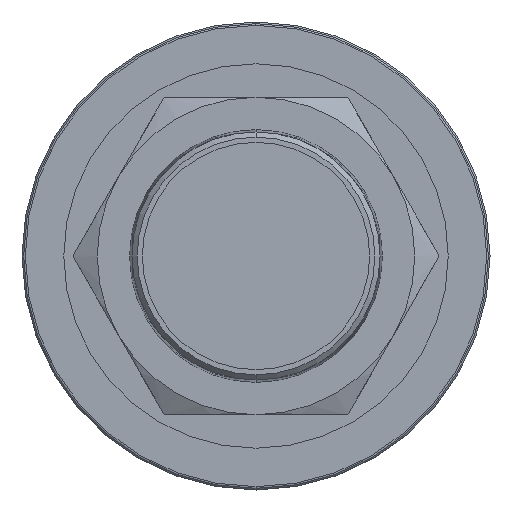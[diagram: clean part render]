
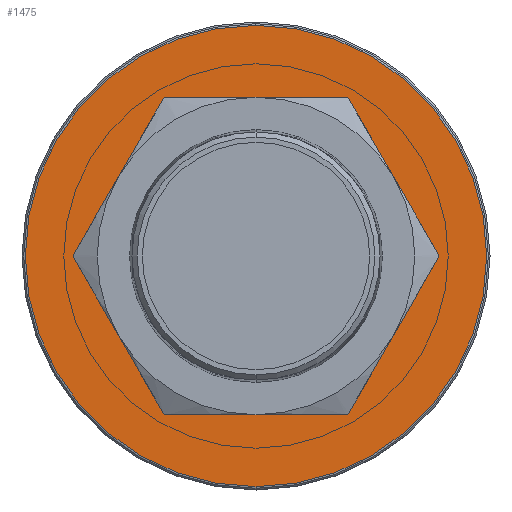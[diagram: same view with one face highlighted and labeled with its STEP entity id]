
A CAD part, front view. The second image highlights one B-rep face of the part: STEP entity #1475.
In plain terms, the highlighted planar face has unit normal (0, -1, 0).
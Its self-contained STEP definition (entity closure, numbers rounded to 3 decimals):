
#1203=CARTESIAN_POINT('',(0.,0.,0.));
#1204=DIRECTION('',(0.,1.,0.));
#1205=DIRECTION('',(0.,0.,1.));
#1206=AXIS2_PLACEMENT_3D('',#1203,#1204,#1205);
#1208=CARTESIAN_POINT('',(0.,0.,0.));
#1209=DIRECTION('',(0.,1.,0.));
#1210=DIRECTION('',(0.,0.,-1.));
#1211=AXIS2_PLACEMENT_3D('',#1208,#1209,#1210);
#1213=CARTESIAN_POINT('',(0.,0.,0.));
#1214=DIRECTION('',(0.,1.,0.));
#1215=DIRECTION('',(0.,0.,1.));
#1216=AXIS2_PLACEMENT_3D('',#1213,#1214,#1215);
#1218=CARTESIAN_POINT('',(0.,0.,0.));
#1219=DIRECTION('',(0.,1.,0.));
#1220=DIRECTION('',(0.,0.,-1.));
#1221=AXIS2_PLACEMENT_3D('',#1218,#1219,#1220);
#1416=CARTESIAN_POINT('',(0.,0.,69.));
#1417=CARTESIAN_POINT('',(0.,0.,-69.));
#1418=VERTEX_POINT('',#1416);
#1419=VERTEX_POINT('',#1417);
#1420=CARTESIAN_POINT('',(0.,0.,39.05));
#1421=CARTESIAN_POINT('',(0.,0.,-39.05));
#1422=VERTEX_POINT('',#1420);
#1423=VERTEX_POINT('',#1421);
#1459=CARTESIAN_POINT('',(0.,0.,0.));
#1460=DIRECTION('',(0.,-1.,0.));
#1461=DIRECTION('',(0.,0.,1.));
#1462=AXIS2_PLACEMENT_3D('',#1459,#1460,#1461);
#1463=PLANE('',#1462);
#1465=ORIENTED_EDGE('',*,*,#1464,.T.);
#1467=ORIENTED_EDGE('',*,*,#1466,.T.);
#1468=EDGE_LOOP('',(#1465,#1467));
#1469=FACE_OUTER_BOUND('',#1468,.F.);
#1470=ORIENTED_EDGE('',*,*,#1449,.F.);
#1472=ORIENTED_EDGE('',*,*,#1471,.F.);
#1473=EDGE_LOOP('',(#1470,#1472));
#1474=FACE_BOUND('',#1473,.F.);
#1475=ADVANCED_FACE('',(#1469,#1474),#1463,.T.);
#1207=CIRCLE('',#1206,69.);
#1212=CIRCLE('',#1211,69.);
#1217=CIRCLE('',#1216,39.05);
#1222=CIRCLE('',#1221,39.05);
#1449=EDGE_CURVE('',#1422,#1423,#1217,.T.);
#1464=EDGE_CURVE('',#1418,#1419,#1207,.T.);
#1466=EDGE_CURVE('',#1419,#1418,#1212,.T.);
#1471=EDGE_CURVE('',#1423,#1422,#1222,.T.);
